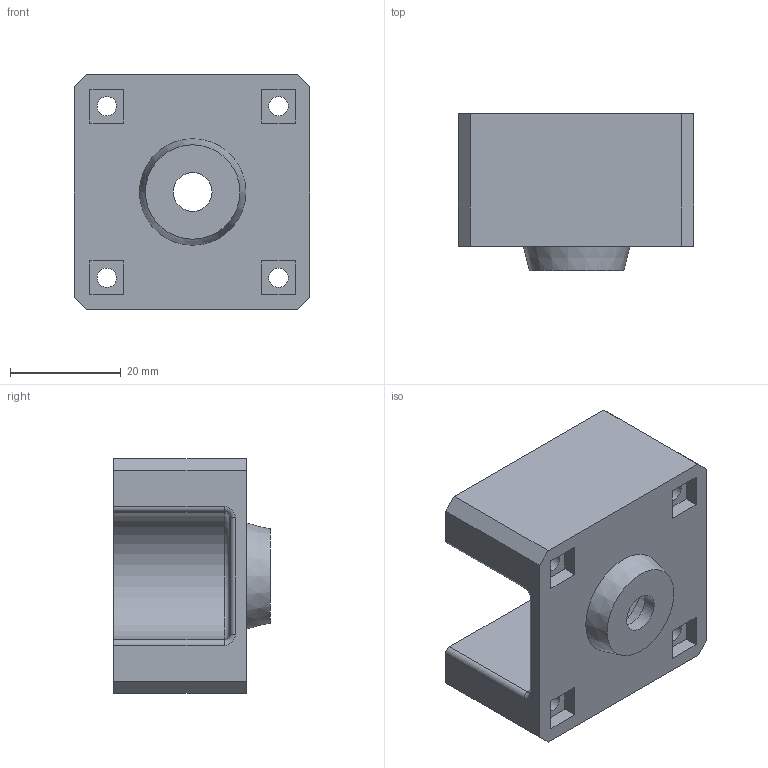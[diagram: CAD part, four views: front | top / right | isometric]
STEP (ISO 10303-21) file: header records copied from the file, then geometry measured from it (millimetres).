
FILE_DESCRIPTION(/* description */ (''),/* implementation_level */ '2;1');
FILE_NAME(/* name */ 'Component1.step',/* time_stamp */ '2021-12-27T11:04:59-06:00',/* author */ (''),/* organization */ (''),/* preprocessor_version */ 'ST-DEVELOPER v18.1',/* originating_system */ 'Autodesk Translation Framework v10.10.0.1391',/* authorisation */ '');
FILE_SCHEMA (('AUTOMOTIVE_DESIGN { 1 0 10303 214 3 1 1 }'));
Length unit declared in the file: millimetre
Products named in the file (1): FusionComponent
Bounding box: 42.56 x 28.35 x 42.32 mm (x, y, z)
Volume: 27122.6 mm3; surface area: 10182.4 mm2
Topology: 1 solids, 1 shells, 51 faces, 123 edges, 80 vertices
Faces by surface type: plane 35, cylinder 12, torus 3, cone 1
Full cylindrical faces by diameter (mm): 3.5 x4, 7 x1, 16.1 x1
Entity records: 1538 total; most frequent: DIRECTION 256, CARTESIAN_POINT 255, ORIENTED_EDGE 246, EDGE_CURVE 123, LINE 94, VECTOR 94, AXIS2_PLACEMENT_3D 81, VERTEX_POINT 80
